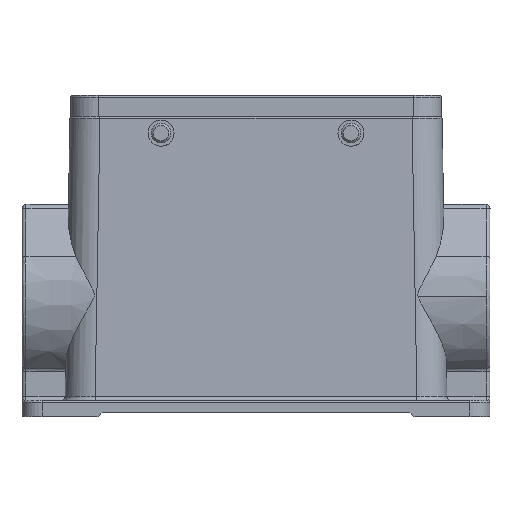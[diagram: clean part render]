
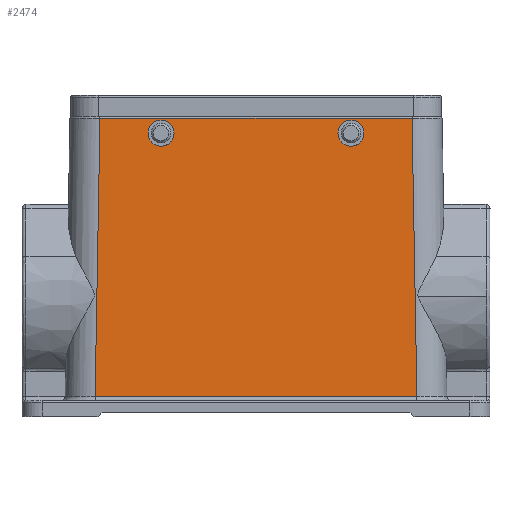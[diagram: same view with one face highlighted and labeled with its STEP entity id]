
A CAD part, top view. The second image highlights one B-rep face of the part: STEP entity #2474.
In plain terms, the highlighted planar face has unit normal (0, 0.018, 1).
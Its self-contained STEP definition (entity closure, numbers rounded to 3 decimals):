
#52 = FACE_OUTER_BOUND ( 'NONE', #9963, .T. ) ;
#68 = AXIS2_PLACEMENT_3D ( 'NONE', #11008, #11009, #11010 ) ;
#82 = FACE_BOUND ( 'NONE', #9964, .T. ) ;
#126 = FACE_BOUND ( 'NONE', #9962, .T. ) ;
#385 = EDGE_CURVE ( 'NONE', #8696, #8653, #1280, .T. ) ;
#396 = EDGE_CURVE ( 'NONE', #8615, #8616, #1275, .T. ) ;
#450 = EDGE_CURVE ( 'NONE', #8608, #8664, #10699, .T. ) ;
#451 = EDGE_CURVE ( 'NONE', #8616, #8615, #1314, .T. ) ;
#452 = EDGE_CURVE ( 'NONE', #8635, #8608, #10706, .T. ) ;
#453 = EDGE_CURVE ( 'NONE', #8664, #8657, #10709, .T. ) ;
#454 = EDGE_CURVE ( 'NONE', #8657, #8635, #10712, .T. ) ;
#455 = EDGE_CURVE ( 'NONE', #8653, #8696, #1287, .T. ) ;
#1275 =( BOUNDED_CURVE ( )  B_SPLINE_CURVE ( 3, ( #12315, #12316, #12317, #12318 ),
 .UNSPECIFIED., .F., .F. ) 
 B_SPLINE_CURVE_WITH_KNOTS ( ( 4, 4 ),
 ( 1.571, 4.712 ),
 .UNSPECIFIED. ) 
 CURVE ( )  GEOMETRIC_REPRESENTATION_ITEM ( )  RATIONAL_B_SPLINE_CURVE ( ( 1., 0.333, 0.333, 1. ) ) 
 REPRESENTATION_ITEM ( '' )  );
#1280 =( BOUNDED_CURVE ( )  B_SPLINE_CURVE ( 3, ( #12281, #12282, #12283, #12284 ),
 .UNSPECIFIED., .F., .F. ) 
 B_SPLINE_CURVE_WITH_KNOTS ( ( 4, 4 ),
 ( 4.712, 7.854 ),
 .UNSPECIFIED. ) 
 CURVE ( )  GEOMETRIC_REPRESENTATION_ITEM ( )  RATIONAL_B_SPLINE_CURVE ( ( 1., 0.333, 0.333, 1. ) ) 
 REPRESENTATION_ITEM ( '' )  );
#1287 =( BOUNDED_CURVE ( )  B_SPLINE_CURVE ( 3, ( #10715, #10716, #10717, #10718 ),
 .UNSPECIFIED., .F., .F. ) 
 B_SPLINE_CURVE_WITH_KNOTS ( ( 4, 4 ),
 ( 1.571, 4.712 ),
 .UNSPECIFIED. ) 
 CURVE ( )  GEOMETRIC_REPRESENTATION_ITEM ( )  RATIONAL_B_SPLINE_CURVE ( ( 1., 0.333, 0.333, 1. ) ) 
 REPRESENTATION_ITEM ( '' )  );
#1314 =( BOUNDED_CURVE ( )  B_SPLINE_CURVE ( 3, ( #10702, #10703, #10704, #10705 ),
 .UNSPECIFIED., .F., .F. ) 
 B_SPLINE_CURVE_WITH_KNOTS ( ( 4, 4 ),
 ( 4.712, 7.854 ),
 .UNSPECIFIED. ) 
 CURVE ( )  GEOMETRIC_REPRESENTATION_ITEM ( )  RATIONAL_B_SPLINE_CURVE ( ( 1., 0.333, 0.333, 1. ) ) 
 REPRESENTATION_ITEM ( '' )  );
#2474 = ADVANCED_FACE ( 'NONE', ( #126, #52, #82 ), #11007, .T. ) ;
#2903 = ORIENTED_EDGE ( 'NONE', *, *, #396, .T. ) ;
#2904 = ORIENTED_EDGE ( 'NONE', *, *, #451, .T. ) ;
#2905 = ORIENTED_EDGE ( 'NONE', *, *, #452, .T. ) ;
#2906 = ORIENTED_EDGE ( 'NONE', *, *, #453, .T. ) ;
#2907 = ORIENTED_EDGE ( 'NONE', *, *, #450, .T. ) ;
#2908 = ORIENTED_EDGE ( 'NONE', *, *, #454, .T. ) ;
#2910 = ORIENTED_EDGE ( 'NONE', *, *, #455, .T. ) ;
#2911 = ORIENTED_EDGE ( 'NONE', *, *, #385, .T. ) ;
#5846 = CARTESIAN_POINT ( 'NONE',  ( 39.01, 50.509, 21.509 ) ) ;
#5853 = CARTESIAN_POINT ( 'NONE',  ( 27., 46.8, 21.573 ) ) ;
#5854 = CARTESIAN_POINT ( 'NONE',  ( 20.5, 46.8, 21.573 ) ) ;
#5873 = CARTESIAN_POINT ( 'NONE',  ( 40.223, -19.017, 22.722 ) ) ;
#5891 = CARTESIAN_POINT ( 'NONE',  ( -20.5, 46.8, 21.573 ) ) ;
#5895 = CARTESIAN_POINT ( 'NONE',  ( -40.223, -19.017, 22.722 ) ) ;
#5902 = CARTESIAN_POINT ( 'NONE',  ( -39.01, 50.509, 21.509 ) ) ;
#5934 = CARTESIAN_POINT ( 'NONE',  ( -27., 46.8, 21.573 ) ) ;
#8608 = VERTEX_POINT ( 'NONE', #5846 ) ;
#8615 = VERTEX_POINT ( 'NONE', #5853 ) ;
#8616 = VERTEX_POINT ( 'NONE', #5854 ) ;
#8635 = VERTEX_POINT ( 'NONE', #5873 ) ;
#8653 = VERTEX_POINT ( 'NONE', #5891 ) ;
#8657 = VERTEX_POINT ( 'NONE', #5895 ) ;
#8664 = VERTEX_POINT ( 'NONE', #5902 ) ;
#8696 = VERTEX_POINT ( 'NONE', #5934 ) ;
#9962 = EDGE_LOOP ( 'NONE', ( #2903, #2904 ) ) ;
#9963 = EDGE_LOOP ( 'NONE', ( #2905, #2907, #2906, #2908 ) ) ;
#9964 = EDGE_LOOP ( 'NONE', ( #2911, #2910 ) ) ;
#10699 = LINE ( 'NONE', #10700, #12016 ) ;
#10700 = CARTESIAN_POINT ( 'NONE',  ( -49.298, 50.509, 21.509 ) ) ;
#10701 = DIRECTION ( 'NONE',  ( -1., 0., 0. ) ) ;
#10702 = CARTESIAN_POINT ( 'NONE',  ( 20.5, 46.8, 21.573 ) ) ;
#10703 = CARTESIAN_POINT ( 'NONE',  ( 20.5, 53.3, 21.46 ) ) ;
#10704 = CARTESIAN_POINT ( 'NONE',  ( 27., 53.3, 21.46 ) ) ;
#10705 = CARTESIAN_POINT ( 'NONE',  ( 27., 46.8, 21.573 ) ) ;
#10706 = LINE ( 'NONE', #10707, #12017 ) ;
#10707 = CARTESIAN_POINT ( 'NONE',  ( 40.223, -19.017, 22.722 ) ) ;
#10708 = DIRECTION ( 'NONE',  ( -0.017, 1., -0.017 ) ) ;
#10709 = LINE ( 'NONE', #10710, #12018 ) ;
#10710 = CARTESIAN_POINT ( 'NONE',  ( -39.01, 50.509, 21.509 ) ) ;
#10711 = DIRECTION ( 'NONE',  ( -0.017, -1., 0.017 ) ) ;
#10712 = LINE ( 'NONE', #10713, #12019 ) ;
#10713 = CARTESIAN_POINT ( 'NONE',  ( -49.298, -19.017, 22.722 ) ) ;
#10714 = DIRECTION ( 'NONE',  ( 1., 0., 0. ) ) ;
#10715 = CARTESIAN_POINT ( 'NONE',  ( -20.5, 46.8, 21.573 ) ) ;
#10716 = CARTESIAN_POINT ( 'NONE',  ( -20.5, 40.3, 21.687 ) ) ;
#10717 = CARTESIAN_POINT ( 'NONE',  ( -27., 40.3, 21.687 ) ) ;
#10718 = CARTESIAN_POINT ( 'NONE',  ( -27., 46.8, 21.573 ) ) ;
#11007 = PLANE ( 'NONE',  #68 ) ;
#11008 = CARTESIAN_POINT ( 'NONE',  ( -49.298, 51., 21.5 ) ) ;
#11009 = DIRECTION ( 'NONE',  ( 0., 0.017, 1. ) ) ;
#11010 = DIRECTION ( 'NONE',  ( 0., -1., 0.017 ) ) ;
#12016 = VECTOR ( 'NONE', #10701, 1000. ) ;
#12017 = VECTOR ( 'NONE', #10708, 1000. ) ;
#12018 = VECTOR ( 'NONE', #10711, 1000. ) ;
#12019 = VECTOR ( 'NONE', #10714, 1000. ) ;
#12281 = CARTESIAN_POINT ( 'NONE',  ( -27., 46.8, 21.573 ) ) ;
#12282 = CARTESIAN_POINT ( 'NONE',  ( -27., 53.3, 21.46 ) ) ;
#12283 = CARTESIAN_POINT ( 'NONE',  ( -20.5, 53.3, 21.46 ) ) ;
#12284 = CARTESIAN_POINT ( 'NONE',  ( -20.5, 46.8, 21.573 ) ) ;
#12315 = CARTESIAN_POINT ( 'NONE',  ( 27., 46.8, 21.573 ) ) ;
#12316 = CARTESIAN_POINT ( 'NONE',  ( 27., 40.3, 21.687 ) ) ;
#12317 = CARTESIAN_POINT ( 'NONE',  ( 20.5, 40.3, 21.687 ) ) ;
#12318 = CARTESIAN_POINT ( 'NONE',  ( 20.5, 46.8, 21.573 ) ) ;
